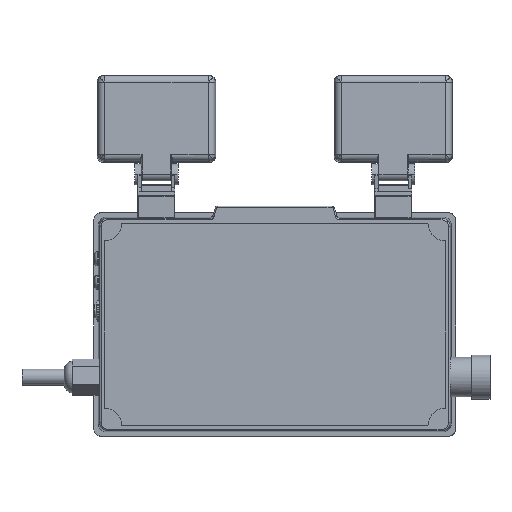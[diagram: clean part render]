
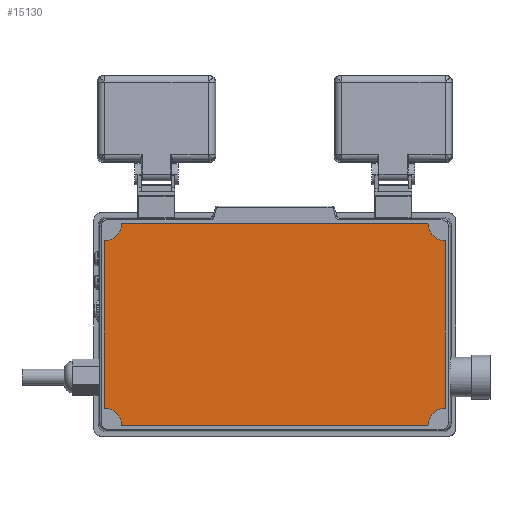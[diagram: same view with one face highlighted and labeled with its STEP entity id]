
A CAD part, front view. The second image highlights one B-rep face of the part: STEP entity #15130.
In plain terms, the highlighted planar face has unit normal (0, -1, 0).
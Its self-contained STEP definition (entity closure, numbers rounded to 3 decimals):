
#968 = FACE_OUTER_BOUND ( 'NONE', #12236, .T. ) ;
#1057 = DIRECTION ( 'NONE',  ( 0., -1., 0. ) ) ;
#1484 = AXIS2_PLACEMENT_3D ( 'NONE', #5645, #21594, #21476 ) ;
#1704 = ORIENTED_EDGE ( 'NONE', *, *, #7895, .T. ) ;
#1830 = VECTOR ( 'NONE', #9919, 1000. ) ;
#1924 = ORIENTED_EDGE ( 'NONE', *, *, #15373, .F. ) ;
#2728 = VERTEX_POINT ( 'NONE', #8155 ) ;
#2862 = CARTESIAN_POINT ( 'NONE',  ( -129.5, 4., 63.499 ) ) ;
#3135 = ORIENTED_EDGE ( 'NONE', *, *, #10000, .T. ) ;
#3916 = CARTESIAN_POINT ( 'NONE',  ( -49.042, 4., -77. ) ) ;
#4030 = DIRECTION ( 'NONE',  ( 1., 0., 0. ) ) ;
#4056 = ORIENTED_EDGE ( 'NONE', *, *, #7660, .T. ) ;
#4178 = ORIENTED_EDGE ( 'NONE', *, *, #6892, .F. ) ;
#4397 = CARTESIAN_POINT ( 'NONE',  ( -129.5, 4., -63.499 ) ) ;
#4455 = VERTEX_POINT ( 'NONE', #21428 ) ;
#4596 = VECTOR ( 'NONE', #4030, 1000. ) ;
#4659 = CARTESIAN_POINT ( 'NONE',  ( 129.87, 4., 76.993 ) ) ;
#4770 = DIRECTION ( 'NONE',  ( 0., 0., -1. ) ) ;
#4971 = LINE ( 'NONE', #20484, #1830 ) ;
#5072 = EDGE_CURVE ( 'NONE', #4455, #2728, #12289, .T. ) ;
#5416 = LINE ( 'NONE', #3916, #4596 ) ;
#5450 = CARTESIAN_POINT ( 'NONE',  ( -129.87, 4., -76.993 ) ) ;
#5645 = CARTESIAN_POINT ( 'NONE',  ( 129.87, 4., -76.993 ) ) ;
#6388 = VERTEX_POINT ( 'NONE', #4397 ) ;
#6892 = EDGE_CURVE ( 'NONE', #14242, #2728, #14381, .T. ) ;
#7016 = CARTESIAN_POINT ( 'NONE',  ( 129.5, 4., 74.503 ) ) ;
#7660 = EDGE_CURVE ( 'NONE', #20914, #6388, #4971, .T. ) ;
#7798 = LINE ( 'NONE', #9288, #21684 ) ;
#7895 = EDGE_CURVE ( 'NONE', #18790, #4455, #11377, .T. ) ;
#8155 = CARTESIAN_POINT ( 'NONE',  ( 129.5, 4., 63.499 ) ) ;
#8850 = DIRECTION ( 'NONE',  ( 0., 0., 1. ) ) ;
#9288 = CARTESIAN_POINT ( 'NONE',  ( -127.003, 4., 77. ) ) ;
#9772 = AXIS2_PLACEMENT_3D ( 'NONE', #5450, #19897, #21494 ) ;
#9919 = DIRECTION ( 'NONE',  ( 0., 0., -1. ) ) ;
#10000 = EDGE_CURVE ( 'NONE', #14242, #13967, #7798, .T. ) ;
#10165 = DIRECTION ( 'NONE',  ( 0., -1., 0. ) ) ;
#10370 = CARTESIAN_POINT ( 'NONE',  ( -116.37, 4., 77. ) ) ;
#11377 = CIRCLE ( 'NONE', #1484, 13.5 ) ;
#11987 = DIRECTION ( 'NONE',  ( 0., 0., 1. ) ) ;
#12236 = EDGE_LOOP ( 'NONE', ( #21021, #1704, #22015, #4178, #3135, #1924, #4056, #17155 ) ) ;
#12289 = LINE ( 'NONE', #7016, #17079 ) ;
#13651 = AXIS2_PLACEMENT_3D ( 'NONE', #4659, #16928, #4770 ) ;
#13967 = VERTEX_POINT ( 'NONE', #10370 ) ;
#14242 = VERTEX_POINT ( 'NONE', #18591 ) ;
#14381 = CIRCLE ( 'NONE', #13651, 13.5 ) ;
#14850 = AXIS2_PLACEMENT_3D ( 'NONE', #15179, #1057, #20007 ) ;
#15130 = ADVANCED_FACE ( 'NONE', ( #968 ), #20265, .T. ) ;
#15168 = CARTESIAN_POINT ( 'NONE',  ( -116.37, 4., -77. ) ) ;
#15179 = CARTESIAN_POINT ( 'NONE',  ( -129.87, 4., 76.993 ) ) ;
#15373 = EDGE_CURVE ( 'NONE', #20914, #13967, #22559, .T. ) ;
#15585 = AXIS2_PLACEMENT_3D ( 'NONE', #16813, #10165, #11987 ) ;
#15603 = EDGE_CURVE ( 'NONE', #21496, #18790, #5416, .T. ) ;
#16231 = EDGE_CURVE ( 'NONE', #21496, #6388, #20369, .T. ) ;
#16813 = CARTESIAN_POINT ( 'NONE',  ( -128.769, 4., 76.269 ) ) ;
#16928 = DIRECTION ( 'NONE',  ( 0., -1., 0. ) ) ;
#17079 = VECTOR ( 'NONE', #8850, 1000. ) ;
#17155 = ORIENTED_EDGE ( 'NONE', *, *, #16231, .F. ) ;
#18568 = CARTESIAN_POINT ( 'NONE',  ( 116.37, 4., -77. ) ) ;
#18591 = CARTESIAN_POINT ( 'NONE',  ( 116.37, 4., 77. ) ) ;
#18790 = VERTEX_POINT ( 'NONE', #18568 ) ;
#19850 = DIRECTION ( 'NONE',  ( -1., 0., 0. ) ) ;
#19897 = DIRECTION ( 'NONE',  ( 0., -1., 0. ) ) ;
#20007 = DIRECTION ( 'NONE',  ( 0., 0., 1. ) ) ;
#20265 = PLANE ( 'NONE',  #15585 ) ;
#20369 = CIRCLE ( 'NONE', #9772, 13.5 ) ;
#20484 = CARTESIAN_POINT ( 'NONE',  ( -129.5, 4., -74.503 ) ) ;
#20914 = VERTEX_POINT ( 'NONE', #2862 ) ;
#21021 = ORIENTED_EDGE ( 'NONE', *, *, #15603, .T. ) ;
#21428 = CARTESIAN_POINT ( 'NONE',  ( 129.5, 4., -63.499 ) ) ;
#21476 = DIRECTION ( 'NONE',  ( 0., 0., 1. ) ) ;
#21494 = DIRECTION ( 'NONE',  ( 0., 0., -1. ) ) ;
#21496 = VERTEX_POINT ( 'NONE', #15168 ) ;
#21594 = DIRECTION ( 'NONE',  ( 0., 1., 0. ) ) ;
#21684 = VECTOR ( 'NONE', #19850, 1000. ) ;
#22015 = ORIENTED_EDGE ( 'NONE', *, *, #5072, .T. ) ;
#22559 = CIRCLE ( 'NONE', #14850, 13.5 ) ;
